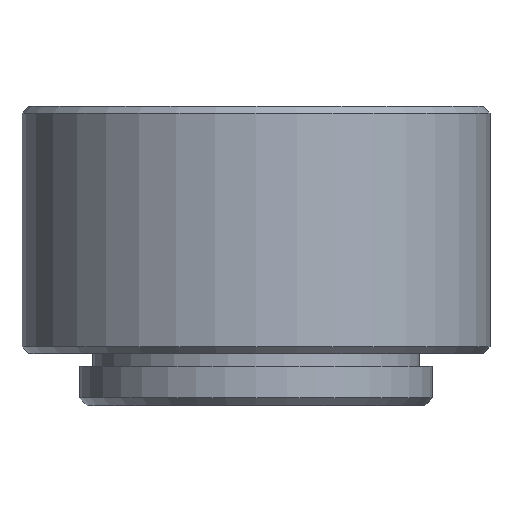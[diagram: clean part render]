
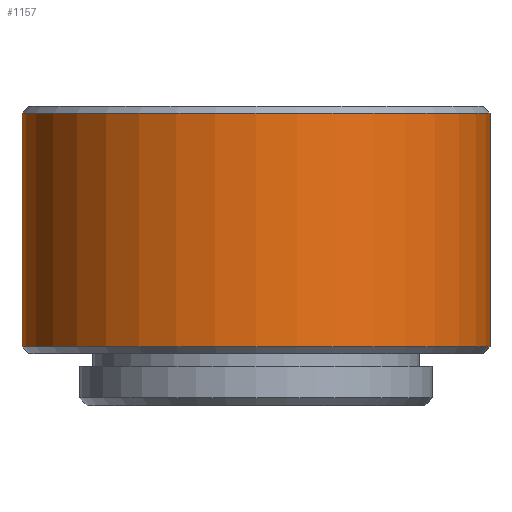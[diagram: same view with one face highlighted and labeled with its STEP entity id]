
A CAD part, front view. The second image highlights one B-rep face of the part: STEP entity #1157.
In plain terms, the highlighted cylindrical face has radius 9 mm (diameter 18 mm), a partial arc.
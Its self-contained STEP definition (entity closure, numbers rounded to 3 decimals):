
#35 = DIRECTION ( 'NONE',  ( 1., 0., 0. ) ) ;
#49 = CARTESIAN_POINT ( 'NONE',  ( 9., 0., 5.5 ) ) ;
#97 = EDGE_CURVE ( 'NONE', #266, #375, #892, .T. ) ;
#192 = VERTEX_POINT ( 'NONE', #1499 ) ;
#229 = ORIENTED_EDGE ( 'NONE', *, *, #2274, .F. ) ;
#266 = VERTEX_POINT ( 'NONE', #49 ) ;
#343 = DIRECTION ( 'NONE',  ( -1., 0., 0. ) ) ;
#357 = CARTESIAN_POINT ( 'NONE',  ( 0., 0., 5.75 ) ) ;
#375 = VERTEX_POINT ( 'NONE', #1403 ) ;
#527 = CARTESIAN_POINT ( 'NONE',  ( 0., 0., -3.5 ) ) ;
#538 = ORIENTED_EDGE ( 'NONE', *, *, #1079, .T. ) ;
#722 = FACE_OUTER_BOUND ( 'NONE', #1996, .T. ) ;
#819 = LINE ( 'NONE', #1224, #990 ) ;
#892 = CIRCLE ( 'NONE', #2206, 9. ) ;
#912 = DIRECTION ( 'NONE',  ( 0., 0., -1. ) ) ;
#956 = EDGE_CURVE ( 'NONE', #375, #1665, #819, .T. ) ;
#990 = VECTOR ( 'NONE', #2088, 1000. ) ;
#1025 = AXIS2_PLACEMENT_3D ( 'NONE', #357, #1607, #343 ) ;
#1033 = ORIENTED_EDGE ( 'NONE', *, *, #956, .T. ) ;
#1079 = EDGE_CURVE ( 'NONE', #1665, #192, #1099, .T. ) ;
#1099 = CIRCLE ( 'NONE', #1248, 9. ) ;
#1157 = ADVANCED_FACE ( 'NONE', ( #722 ), #1236, .T. ) ;
#1176 = VECTOR ( 'NONE', #2292, 1000. ) ;
#1224 = CARTESIAN_POINT ( 'NONE',  ( -9., 0., 5.75 ) ) ;
#1236 = CYLINDRICAL_SURFACE ( 'NONE', #1025, 9. ) ;
#1248 = AXIS2_PLACEMENT_3D ( 'NONE', #527, #1788, #1421 ) ;
#1303 = CARTESIAN_POINT ( 'NONE',  ( 0., 0., 5.5 ) ) ;
#1403 = CARTESIAN_POINT ( 'NONE',  ( -9., 0., 5.5 ) ) ;
#1421 = DIRECTION ( 'NONE',  ( -1., 0., 0. ) ) ;
#1499 = CARTESIAN_POINT ( 'NONE',  ( 9., 0., -3.5 ) ) ;
#1575 = LINE ( 'NONE', #1957, #1176 ) ;
#1578 = CARTESIAN_POINT ( 'NONE',  ( -9., 0., -3.5 ) ) ;
#1607 = DIRECTION ( 'NONE',  ( 0., 0., -1. ) ) ;
#1665 = VERTEX_POINT ( 'NONE', #1578 ) ;
#1788 = DIRECTION ( 'NONE',  ( 0., 0., 1. ) ) ;
#1829 = ORIENTED_EDGE ( 'NONE', *, *, #97, .T. ) ;
#1957 = CARTESIAN_POINT ( 'NONE',  ( 9., 0., 5.75 ) ) ;
#1996 = EDGE_LOOP ( 'NONE', ( #229, #1829, #1033, #538 ) ) ;
#2088 = DIRECTION ( 'NONE',  ( 0., 0., -1. ) ) ;
#2206 = AXIS2_PLACEMENT_3D ( 'NONE', #1303, #912, #35 ) ;
#2274 = EDGE_CURVE ( 'NONE', #266, #192, #1575, .T. ) ;
#2292 = DIRECTION ( 'NONE',  ( 0., 0., -1. ) ) ;
